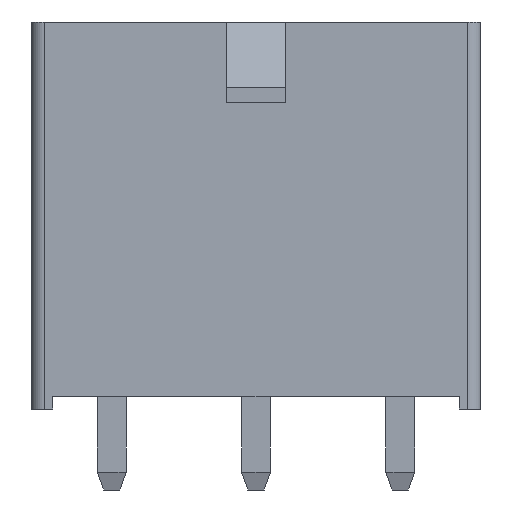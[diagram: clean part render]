
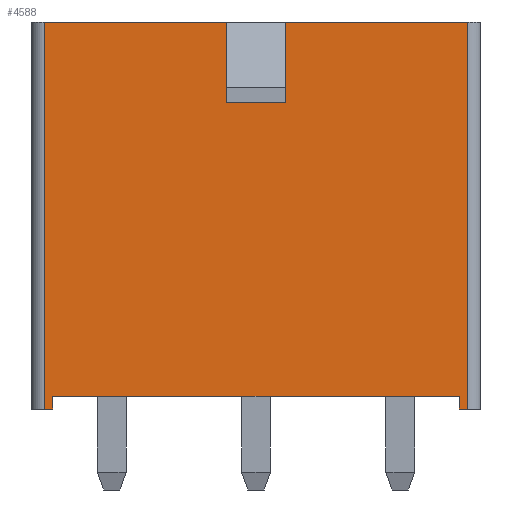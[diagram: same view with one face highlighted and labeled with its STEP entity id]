
A CAD part, front view. The second image highlights one B-rep face of the part: STEP entity #4588.
In plain terms, the highlighted face is planar.
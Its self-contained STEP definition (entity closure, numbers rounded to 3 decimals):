
#122=ORIENTED_EDGE('',*,*,#1033,.F.);
#123=ORIENTED_EDGE('',*,*,#1031,.T.);
#124=ORIENTED_EDGE('',*,*,#1034,.T.);
#125=ORIENTED_EDGE('',*,*,#1035,.T.);
#126=ORIENTED_EDGE('',*,*,#1036,.F.);
#127=ORIENTED_EDGE('',*,*,#1037,.F.);
#128=ORIENTED_EDGE('',*,*,#1038,.F.);
#129=ORIENTED_EDGE('',*,*,#1039,.T.);
#130=ORIENTED_EDGE('',*,*,#1040,.F.);
#131=ORIENTED_EDGE('',*,*,#1041,.F.);
#132=ORIENTED_EDGE('',*,*,#1042,.T.);
#133=ORIENTED_EDGE('',*,*,#1043,.F.);
#1031=EDGE_CURVE('',#1486,#1485,#1772,.T.);
#1033=EDGE_CURVE('',#1486,#1487,#1774,.T.);
#1034=EDGE_CURVE('',#1485,#1488,#1775,.T.);
#1035=EDGE_CURVE('',#1488,#1489,#1776,.T.);
#1036=EDGE_CURVE('',#1490,#1489,#1777,.T.);
#1037=EDGE_CURVE('',#1491,#1490,#1778,.T.);
#1038=EDGE_CURVE('',#1492,#1491,#1779,.T.);
#1039=EDGE_CURVE('',#1492,#1493,#1780,.T.);
#1040=EDGE_CURVE('',#1494,#1493,#1781,.T.);
#1041=EDGE_CURVE('',#1495,#1494,#1782,.T.);
#1042=EDGE_CURVE('',#1495,#1496,#1783,.T.);
#1043=EDGE_CURVE('',#1487,#1496,#1784,.T.);
#1485=VERTEX_POINT('',#5969);
#1486=VERTEX_POINT('',#5971);
#1487=VERTEX_POINT('',#5975);
#1488=VERTEX_POINT('',#5977);
#1489=VERTEX_POINT('',#5979);
#1490=VERTEX_POINT('',#5981);
#1491=VERTEX_POINT('',#5983);
#1492=VERTEX_POINT('',#5985);
#1493=VERTEX_POINT('',#5987);
#1494=VERTEX_POINT('',#5989);
#1495=VERTEX_POINT('',#5991);
#1496=VERTEX_POINT('',#5993);
#1772=LINE('',#5970,#2203);
#1774=LINE('',#5974,#2205);
#1775=LINE('',#5976,#2206);
#1776=LINE('',#5978,#2207);
#1777=LINE('',#5980,#2208);
#1778=LINE('',#5982,#2209);
#1779=LINE('',#5984,#2210);
#1780=LINE('',#5986,#2211);
#1781=LINE('',#5988,#2212);
#1782=LINE('',#5990,#2213);
#1783=LINE('',#5992,#2214);
#1784=LINE('',#5994,#2215);
#2203=VECTOR('',#5070,1000.);
#2205=VECTOR('',#5074,1000.);
#2206=VECTOR('',#5075,1000.);
#2207=VECTOR('',#5076,1000.);
#2208=VECTOR('',#5077,1000.);
#2209=VECTOR('',#5078,1000.);
#2210=VECTOR('',#5079,1000.);
#2211=VECTOR('',#5080,1000.);
#2212=VECTOR('',#5081,1000.);
#2213=VECTOR('',#5082,1000.);
#2214=VECTOR('',#5083,1000.);
#2215=VECTOR('',#5084,1000.);
#2616=EDGE_LOOP('',(#122,#123,#124,#125,#126,#127,#128,#129,#130,#131,#132,
#133));
#2825=FACE_BOUND('',#2616,.T.);
#3032=PLANE('',#4795);
#4588=ADVANCED_FACE('',(#2825),#3032,.F.);
#4795=AXIS2_PLACEMENT_3D('',#5973,#5072,#5073);
#5070=DIRECTION('',(0.,1.,0.));
#5072=DIRECTION('',(0.,0.,-1.));
#5073=DIRECTION('',(-1.,0.,0.));
#5074=DIRECTION('',(1.,0.,0.));
#5075=DIRECTION('',(-1.,0.,0.));
#5076=DIRECTION('',(0.,-1.,0.));
#5077=DIRECTION('',(-1.,0.,0.));
#5078=DIRECTION('',(0.,-1.,0.));
#5079=DIRECTION('',(-1.,0.,0.));
#5080=DIRECTION('',(0.,-1.,0.));
#5081=DIRECTION('',(-1.,0.,0.));
#5082=DIRECTION('',(0.,-1.,0.));
#5083=DIRECTION('',(-1.,0.,0.));
#5084=DIRECTION('',(0.,1.,0.));
#5969=CARTESIAN_POINT('',(-8.025,7.65,3.4));
#5970=CARTESIAN_POINT('',(-8.025,7.15,3.4));
#5971=CARTESIAN_POINT('',(-8.025,7.15,3.4));
#5973=CARTESIAN_POINT('',(8.875,7.65,3.4));
#5974=CARTESIAN_POINT('',(-8.025,7.15,3.4));
#5975=CARTESIAN_POINT('',(8.025,7.15,3.4));
#5976=CARTESIAN_POINT('',(8.875,7.65,3.4));
#5977=CARTESIAN_POINT('',(-8.375,7.65,3.4));
#5978=CARTESIAN_POINT('',(-8.375,7.65,3.4));
#5979=CARTESIAN_POINT('',(-8.375,-7.65,3.4));
#5980=CARTESIAN_POINT('',(8.875,-7.65,3.4));
#5981=CARTESIAN_POINT('',(-1.175,-7.65,3.4));
#5982=CARTESIAN_POINT('',(-1.175,-4.65,3.4));
#5983=CARTESIAN_POINT('',(-1.175,-4.65,3.4));
#5984=CARTESIAN_POINT('',(1.175,-4.65,3.4));
#5985=CARTESIAN_POINT('',(1.175,-4.65,3.4));
#5986=CARTESIAN_POINT('',(1.175,-4.65,3.4));
#5987=CARTESIAN_POINT('',(1.175,-7.65,3.4));
#5988=CARTESIAN_POINT('',(8.875,-7.65,3.4));
#5989=CARTESIAN_POINT('',(8.375,-7.65,3.4));
#5990=CARTESIAN_POINT('',(8.375,7.65,3.4));
#5991=CARTESIAN_POINT('',(8.375,7.65,3.4));
#5992=CARTESIAN_POINT('',(8.875,7.65,3.4));
#5993=CARTESIAN_POINT('',(8.025,7.65,3.4));
#5994=CARTESIAN_POINT('',(8.025,7.15,3.4));
